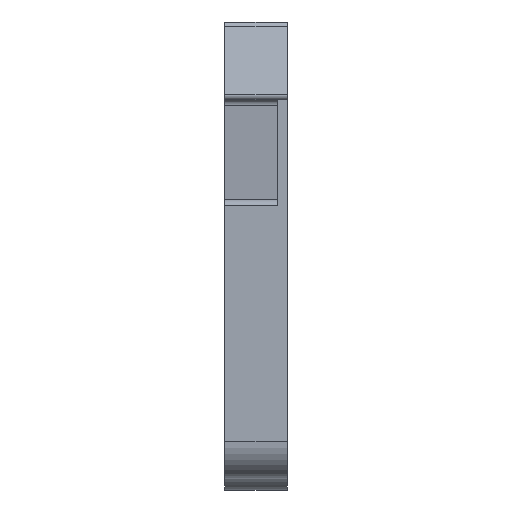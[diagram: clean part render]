
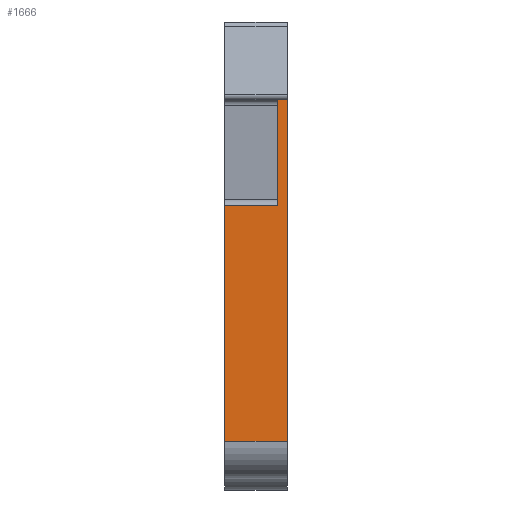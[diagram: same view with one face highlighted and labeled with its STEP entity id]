
A CAD part, left-side view. The second image highlights one B-rep face of the part: STEP entity #1666.
In plain terms, the highlighted face is planar.
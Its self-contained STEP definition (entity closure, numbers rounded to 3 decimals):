
#42 = LINE ( 'NONE', #3049, #5857 ) ;
#151 = CARTESIAN_POINT ( 'NONE',  ( 0., 7.323, -3.657 ) ) ;
#165 = VECTOR ( 'NONE', #750, 1000. ) ;
#228 = DIRECTION ( 'NONE',  ( 0., 1., 0. ) ) ;
#239 = ORIENTED_EDGE ( 'NONE', *, *, #5267, .F. ) ;
#379 = CARTESIAN_POINT ( 'NONE',  ( 5., 7.323, 15.143 ) ) ;
#554 = EDGE_CURVE ( 'NONE', #3757, #4626, #2198, .T. ) ;
#653 = VERTEX_POINT ( 'NONE', #5378 ) ;
#658 = DIRECTION ( 'NONE',  ( -1., 0., 0. ) ) ;
#663 = ORIENTED_EDGE ( 'NONE', *, *, #2687, .T. ) ;
#668 = ORIENTED_EDGE ( 'NONE', *, *, #1450, .F. ) ;
#750 = DIRECTION ( 'NONE',  ( 0., 0., 1. ) ) ;
#948 = VECTOR ( 'NONE', #6088, 1000. ) ;
#1138 = VECTOR ( 'NONE', #1259, 1000. ) ;
#1257 = VECTOR ( 'NONE', #1838, 1000. ) ;
#1259 = DIRECTION ( 'NONE',  ( 0., 0., 1. ) ) ;
#1414 = ORIENTED_EDGE ( 'NONE', *, *, #5900, .F. ) ;
#1450 = EDGE_CURVE ( 'NONE', #3757, #3647, #4329, .T. ) ;
#1666 = ADVANCED_FACE ( 'NONE', ( #3204 ), #4357, .T. ) ;
#1838 = DIRECTION ( 'NONE',  ( 0., 0., 1. ) ) ;
#1979 = ORIENTED_EDGE ( 'NONE', *, *, #554, .T. ) ;
#2089 = CARTESIAN_POINT ( 'NONE',  ( 0.75, 7.323, 23.643 ) ) ;
#2119 = VERTEX_POINT ( 'NONE', #3104 ) ;
#2198 = LINE ( 'NONE', #4321, #2246 ) ;
#2246 = VECTOR ( 'NONE', #4224, 1000. ) ;
#2454 = CARTESIAN_POINT ( 'NONE',  ( 0., 7.323, 23.643 ) ) ;
#2687 = EDGE_CURVE ( 'NONE', #2119, #6419, #5792, .T. ) ;
#3022 = DIRECTION ( 'NONE',  ( -1., 0., 0. ) ) ;
#3049 = CARTESIAN_POINT ( 'NONE',  ( 0.75, 7.323, 23.643 ) ) ;
#3104 = CARTESIAN_POINT ( 'NONE',  ( 0., 7.323, -3.657 ) ) ;
#3204 = FACE_OUTER_BOUND ( 'NONE', #4886, .T. ) ;
#3647 = VERTEX_POINT ( 'NONE', #2089 ) ;
#3757 = VERTEX_POINT ( 'NONE', #5817 ) ;
#3766 = CARTESIAN_POINT ( 'NONE',  ( 5., 7.323, -3.657 ) ) ;
#3876 = AXIS2_PLACEMENT_3D ( 'NONE', #5283, #228, #658 ) ;
#3898 = ORIENTED_EDGE ( 'NONE', *, *, #4023, .F. ) ;
#4023 = EDGE_CURVE ( 'NONE', #653, #4626, #4237, .T. ) ;
#4224 = DIRECTION ( 'NONE',  ( 1., 0., 0. ) ) ;
#4237 = LINE ( 'NONE', #3766, #1138 ) ;
#4321 = CARTESIAN_POINT ( 'NONE',  ( 0., 7.323, 15.143 ) ) ;
#4329 = LINE ( 'NONE', #5908, #1257 ) ;
#4357 = PLANE ( 'NONE',  #3876 ) ;
#4626 = VERTEX_POINT ( 'NONE', #379 ) ;
#4886 = EDGE_LOOP ( 'NONE', ( #3898, #1414, #663, #239, #668, #1979 ) ) ;
#5113 = CARTESIAN_POINT ( 'NONE',  ( 0., 7.323, -3.657 ) ) ;
#5267 = EDGE_CURVE ( 'NONE', #3647, #6419, #42, .T. ) ;
#5283 = CARTESIAN_POINT ( 'NONE',  ( 0., 7.323, -3.657 ) ) ;
#5378 = CARTESIAN_POINT ( 'NONE',  ( 5., 7.323, -3.657 ) ) ;
#5792 = LINE ( 'NONE', #151, #165 ) ;
#5817 = CARTESIAN_POINT ( 'NONE',  ( 0.75, 7.323, 15.143 ) ) ;
#5857 = VECTOR ( 'NONE', #3022, 1000. ) ;
#5900 = EDGE_CURVE ( 'NONE', #2119, #653, #6046, .T. ) ;
#5908 = CARTESIAN_POINT ( 'NONE',  ( 0.75, 7.323, 15.143 ) ) ;
#6046 = LINE ( 'NONE', #5113, #948 ) ;
#6088 = DIRECTION ( 'NONE',  ( 1., 0., 0. ) ) ;
#6419 = VERTEX_POINT ( 'NONE', #2454 ) ;
